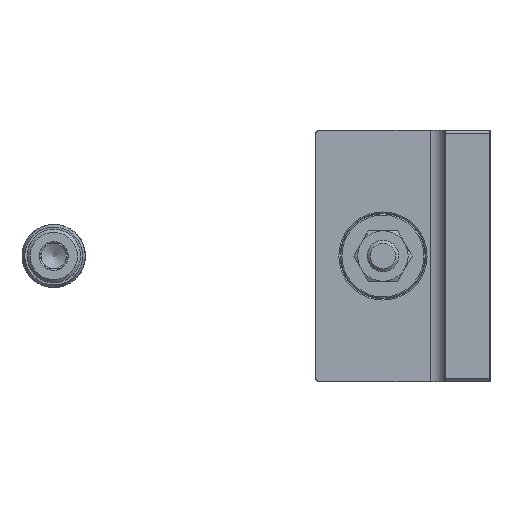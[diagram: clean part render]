
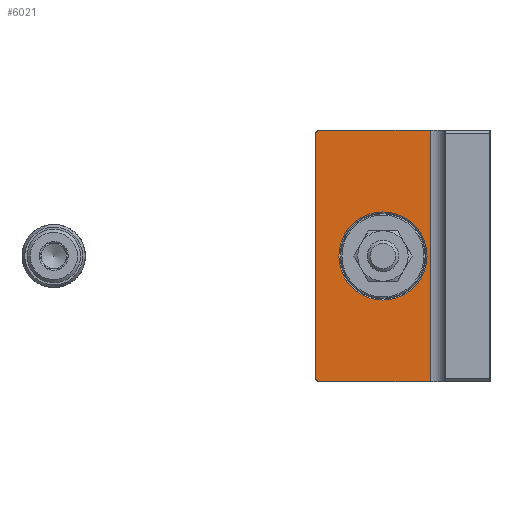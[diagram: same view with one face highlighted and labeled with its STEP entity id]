
A CAD part, left-side view. The second image highlights one B-rep face of the part: STEP entity #6021.
In plain terms, the highlighted face is planar.
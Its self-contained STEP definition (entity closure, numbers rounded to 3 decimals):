
#193=LINE('',#9002,#818);
#194=LINE('',#9008,#819);
#195=LINE('',#9011,#820);
#196=LINE('',#9013,#821);
#197=LINE('',#9014,#822);
#198=LINE('',#9016,#823);
#818=VECTOR('',#7140,1000.);
#819=VECTOR('',#7147,1000.);
#820=VECTOR('',#7148,1000.);
#821=VECTOR('',#7149,1000.);
#822=VECTOR('',#7150,1000.);
#823=VECTOR('',#7151,1000.);
#1462=ORIENTED_EDGE('',*,*,#3221,.F.);
#1463=ORIENTED_EDGE('',*,*,#3222,.F.);
#1464=ORIENTED_EDGE('',*,*,#3223,.T.);
#1465=ORIENTED_EDGE('',*,*,#3224,.F.);
#1466=ORIENTED_EDGE('',*,*,#3219,.T.);
#1467=ORIENTED_EDGE('',*,*,#3225,.T.);
#1468=ORIENTED_EDGE('',*,*,#3226,.T.);
#3219=EDGE_CURVE('',#4097,#4096,#193,.T.);
#3221=EDGE_CURVE('',#4098,#4098,#4629,.T.);
#3222=EDGE_CURVE('',#4099,#4100,#194,.T.);
#3223=EDGE_CURVE('',#4099,#4101,#195,.T.);
#3224=EDGE_CURVE('',#4097,#4101,#196,.T.);
#3225=EDGE_CURVE('',#4096,#4102,#197,.T.);
#3226=EDGE_CURVE('',#4102,#4100,#198,.T.);
#4096=VERTEX_POINT('',#9001);
#4097=VERTEX_POINT('',#9003);
#4098=VERTEX_POINT('',#9007);
#4099=VERTEX_POINT('',#9009);
#4100=VERTEX_POINT('',#9010);
#4101=VERTEX_POINT('',#9012);
#4102=VERTEX_POINT('',#9015);
#4629=CIRCLE('',#6486,7.);
#4846=EDGE_LOOP('',(#1462));
#4847=EDGE_LOOP('',(#1463,#1464,#1465,#1466,#1467,#1468));
#5277=FACE_BOUND('',#4846,.T.);
#5278=FACE_BOUND('',#4847,.T.);
#5703=PLANE('',#6485);
#6021=ADVANCED_FACE('',(#5277,#5278),#5703,.F.);
#6485=AXIS2_PLACEMENT_3D('',#9005,#7143,#7144);
#6486=AXIS2_PLACEMENT_3D('',#9006,#7145,#7146);
#7140=DIRECTION('',(0.,0.,-1.));
#7143=DIRECTION('',(-1.,0.,0.));
#7144=DIRECTION('',(0.,0.,1.));
#7145=DIRECTION('',(1.,0.,0.));
#7146=DIRECTION('',(0.,0.,-1.));
#7147=DIRECTION('',(0.,0.,-1.));
#7148=DIRECTION('',(0.,-0.707,0.707));
#7149=DIRECTION('',(0.,1.,0.));
#7150=DIRECTION('',(0.,1.,0.));
#7151=DIRECTION('',(0.,0.707,0.707));
#9001=CARTESIAN_POINT('',(7.,9.5,-20.));
#9002=CARTESIAN_POINT('',(7.,9.5,20.));
#9003=CARTESIAN_POINT('',(7.,9.5,20.));
#9005=CARTESIAN_POINT('',(7.,9.5,20.));
#9006=CARTESIAN_POINT('',(7.,17.,0.));
#9007=CARTESIAN_POINT('',(7.,17.,-7.));
#9008=CARTESIAN_POINT('',(7.,27.7,20.));
#9009=CARTESIAN_POINT('',(7.,27.7,19.5));
#9010=CARTESIAN_POINT('',(7.,27.7,-19.5));
#9011=CARTESIAN_POINT('',(7.,27.7,19.5));
#9012=CARTESIAN_POINT('',(7.,27.2,20.));
#9013=CARTESIAN_POINT('',(7.,9.5,20.));
#9014=CARTESIAN_POINT('',(7.,9.5,-20.));
#9015=CARTESIAN_POINT('',(7.,27.2,-20.));
#9016=CARTESIAN_POINT('',(7.,27.2,-20.));
